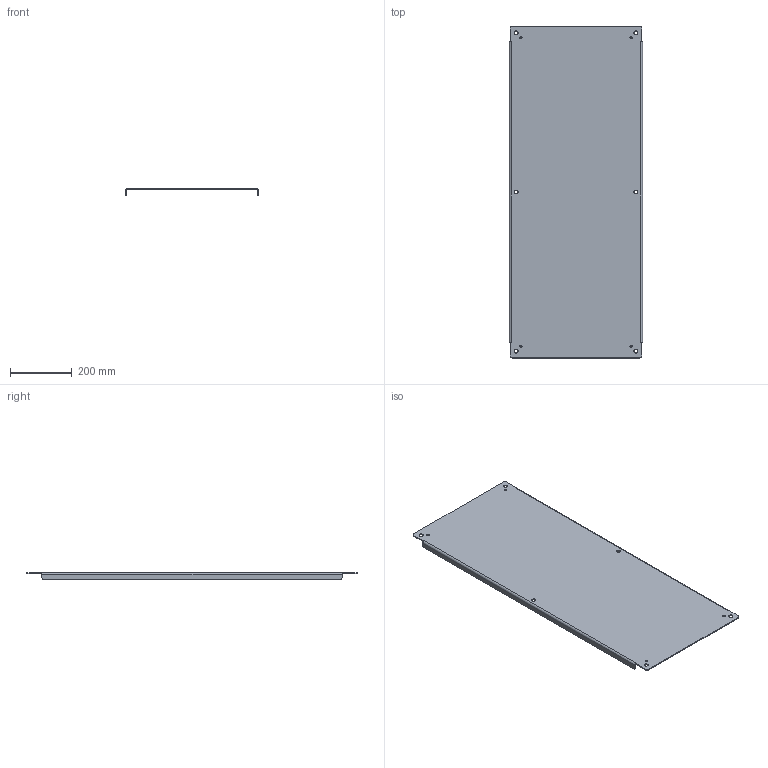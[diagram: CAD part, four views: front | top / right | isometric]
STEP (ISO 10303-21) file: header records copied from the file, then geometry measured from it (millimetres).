
FILE_DESCRIPTION (( 'STEP AP203' ), '1' );
FILE_NAME ('SCE-14P3.step', '2021-01-08T15:31:44', ( 'ADC123' ), ( 'Microsoft' ), 'SwSTEP 2.0', 'SolidWorks 2019', '' );
FILE_SCHEMA (( 'CONFIG_CONTROL_DESIGN' ));
Length unit declared in the file: inch
Products named in the file (1): SCE-14P3
Bounding box: 430.21 x 1073.15 x 22.23 mm (x, y, z)
Volume: 1566238 mm3; surface area: 997349.4 mm2
Topology: 1 solids, 1 shells, 52 faces, 142 edges, 92 vertices
Faces by surface type: cylinder 22, plane 18, bspline 12
Full cylindrical faces by diameter (mm): 7.137 x4, 12.7 x6
Entity records: 2023 total; most frequent: CARTESIAN_POINT 653, ORIENTED_EDGE 264, DIRECTION 242, EDGE_CURVE 132, VERTEX_POINT 92, AXIS2_PLACEMENT_3D 85, EDGE_LOOP 82, LINE 72
